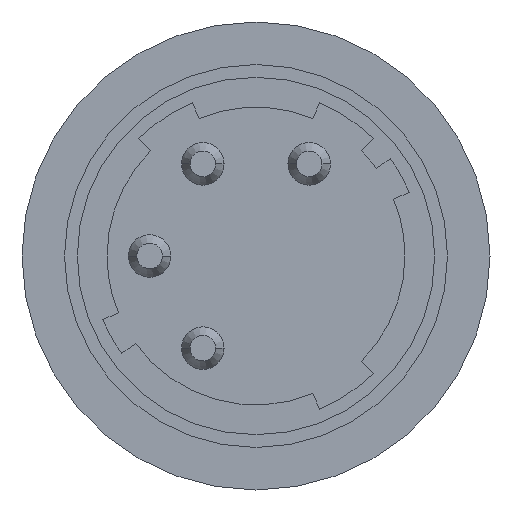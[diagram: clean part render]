
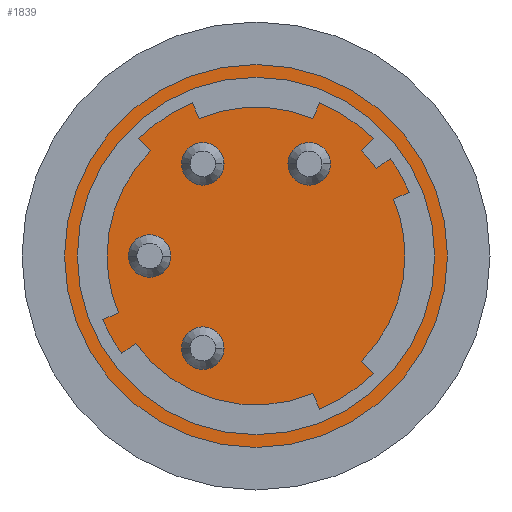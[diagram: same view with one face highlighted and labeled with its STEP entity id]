
A CAD part, front view. The second image highlights one B-rep face of the part: STEP entity #1839.
In plain terms, the highlighted planar face has unit normal (0, -1, 0).
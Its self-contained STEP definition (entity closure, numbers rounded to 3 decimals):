
#1815=CARTESIAN_POINT('POINT89',(2.59,-3.15,
   1.16));
#1816=VERTEX_POINT('VERTEX89',#1815);
#1817=CARTESIAN_POINT('POINT90',(2.14,-3.15,
   0.71));
#1818=VERTEX_POINT('VERTEX90',#1817);
#1819=CARTESIAN_POINT('POS136',(2.59,-3.15,
   0.71));
#1820=DIRECTION('DIR211',(0.,-1.,0.));
#1821=DIRECTION('DIR212',(1.,0.,0.));
#1822=AXIS2_PLACEMENT_3D('AXIS76',#1819,#1820,#1821);
#1823=CIRCLE('ELLIPSE36',#1822,0.45);
#1824=EDGE_CURVE('EDGE129',#1816,#1818,#1823,.T.);
#1825=ORIENTED_EDGE('COEDGE254',*,*,#1824,.T.);
#1826=CARTESIAN_POINT('POINT91',(3.04,-3.15,
   0.71));
#1827=VERTEX_POINT('VERTEX91',#1826);
#1828=EDGE_CURVE('EDGE130',#1818,#1827,#1823,.T.);
#1829=ORIENTED_EDGE('COEDGE255',*,*,#1828,.T.);
#1830=EDGE_CURVE('EDGE131',#1827,#1816,#1823,.T.);
#1831=ORIENTED_EDGE('COEDGE256',*,*,#1830,.T.);
#1832=EDGE_LOOP('NONE',(#1825,#1829,#1831));
#1833=FACE_BOUND('LOOP1',#1832,.T.);
#1834=CARTESIAN_POINT('POS137',(2.59,-3.15,
   0.71));
#1835=DIRECTION('DIR213',(0.,-1.,0.));
#1836=DIRECTION('DIR214',(1.,0.,0.));
#1837=AXIS2_PLACEMENT_3D('AXIS77',#1834,#1835,#1836);
#1838=PLANE('PLANE22',#1837);
#1839=ADVANCED_FACE('FACE52',(#1833),#1838,.T.);
